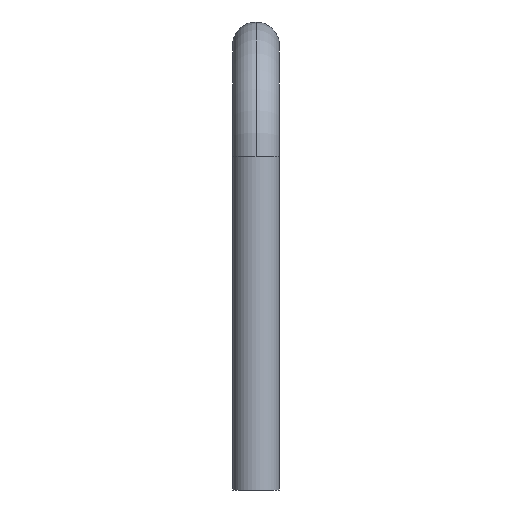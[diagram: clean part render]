
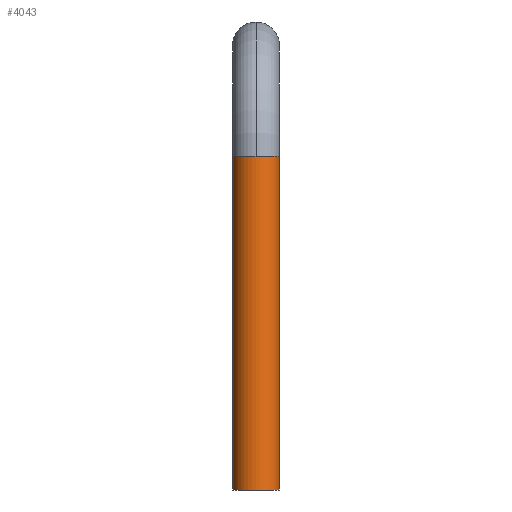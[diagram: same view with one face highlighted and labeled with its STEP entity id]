
A CAD part, front view. The second image highlights one B-rep face of the part: STEP entity #4043.
In plain terms, the highlighted cylindrical face has radius 21.2 mm (diameter 42.4 mm), a partial arc.
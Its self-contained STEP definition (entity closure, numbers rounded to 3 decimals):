
#83 = DIRECTION ( 'NONE',  ( 1., 0., 0. ) ) ;
#343 = AXIS2_PLACEMENT_3D ( 'NONE', #7842, #2743, #9802 ) ;
#384 = LINE ( 'NONE', #5917, #6117 ) ;
#977 = EDGE_CURVE ( 'NONE', #6169, #9197, #9326, .T. ) ;
#1240 = AXIS2_PLACEMENT_3D ( 'NONE', #5890, #10150, #83 ) ;
#1450 = CIRCLE ( 'NONE', #10609, 21.2 ) ;
#1636 = CARTESIAN_POINT ( 'NONE',  ( 21.2, -21.1, 150.6 ) ) ;
#1775 = VERTEX_POINT ( 'NONE', #2928 ) ;
#2459 = DIRECTION ( 'NONE',  ( 0., 0., -1. ) ) ;
#2525 = CARTESIAN_POINT ( 'NONE',  ( 0., -21.1, 150.6 ) ) ;
#2627 = EDGE_CURVE ( 'NONE', #1775, #5410, #1450, .T. ) ;
#2743 = DIRECTION ( 'NONE',  ( 0., 0., -1. ) ) ;
#2928 = CARTESIAN_POINT ( 'NONE',  ( 0., -42.3, 150.6 ) ) ;
#3192 = DIRECTION ( 'NONE',  ( 1., 0., 0. ) ) ;
#3424 = DIRECTION ( 'NONE',  ( 0., 0., 1. ) ) ;
#3554 = CARTESIAN_POINT ( 'NONE',  ( 21.2, -21.1, -150.6 ) ) ;
#3874 = EDGE_CURVE ( 'NONE', #4762, #6169, #384, .T. ) ;
#4043 = ADVANCED_FACE ( 'NONE', ( #10087 ), #7829, .T. ) ;
#4463 = ORIENTED_EDGE ( 'NONE', *, *, #3874, .T. ) ;
#4762 = VERTEX_POINT ( 'NONE', #8544 ) ;
#4936 = ORIENTED_EDGE ( 'NONE', *, *, #5110, .F. ) ;
#5110 = EDGE_CURVE ( 'NONE', #5410, #9197, #7437, .T. ) ;
#5146 = CARTESIAN_POINT ( 'NONE',  ( 21.2, -21.1, 150.6 ) ) ;
#5161 = VECTOR ( 'NONE', #10992, 1000. ) ;
#5250 = ORIENTED_EDGE ( 'NONE', *, *, #8598, .F. ) ;
#5410 = VERTEX_POINT ( 'NONE', #1636 ) ;
#5722 = ORIENTED_EDGE ( 'NONE', *, *, #977, .T. ) ;
#5794 = CARTESIAN_POINT ( 'NONE',  ( 0., -21.1, 150.6 ) ) ;
#5890 = CARTESIAN_POINT ( 'NONE',  ( 0., -21.1, -150.6 ) ) ;
#5917 = CARTESIAN_POINT ( 'NONE',  ( -21.2, -21.1, 150.6 ) ) ;
#6117 = VECTOR ( 'NONE', #2459, 1000. ) ;
#6169 = VERTEX_POINT ( 'NONE', #9566 ) ;
#6466 = AXIS2_PLACEMENT_3D ( 'NONE', #2525, #3424, #7628 ) ;
#6479 = ORIENTED_EDGE ( 'NONE', *, *, #2627, .F. ) ;
#7437 = LINE ( 'NONE', #5146, #5161 ) ;
#7507 = DIRECTION ( 'NONE',  ( 0., 0., 1. ) ) ;
#7628 = DIRECTION ( 'NONE',  ( 1., 0., 0. ) ) ;
#7829 = CYLINDRICAL_SURFACE ( 'NONE', #343, 21.2 ) ;
#7842 = CARTESIAN_POINT ( 'NONE',  ( 0., -21.1, 150.6 ) ) ;
#8395 = EDGE_LOOP ( 'NONE', ( #4936, #6479, #5250, #4463, #5722 ) ) ;
#8544 = CARTESIAN_POINT ( 'NONE',  ( -21.2, -21.1, 150.6 ) ) ;
#8598 = EDGE_CURVE ( 'NONE', #4762, #1775, #10223, .T. ) ;
#9197 = VERTEX_POINT ( 'NONE', #3554 ) ;
#9326 = CIRCLE ( 'NONE', #1240, 21.2 ) ;
#9566 = CARTESIAN_POINT ( 'NONE',  ( -21.2, -21.1, -150.6 ) ) ;
#9802 = DIRECTION ( 'NONE',  ( -1., 0., 0. ) ) ;
#10087 = FACE_OUTER_BOUND ( 'NONE', #8395, .T. ) ;
#10150 = DIRECTION ( 'NONE',  ( 0., 0., 1. ) ) ;
#10223 = CIRCLE ( 'NONE', #6466, 21.2 ) ;
#10609 = AXIS2_PLACEMENT_3D ( 'NONE', #5794, #7507, #3192 ) ;
#10992 = DIRECTION ( 'NONE',  ( 0., 0., -1. ) ) ;
